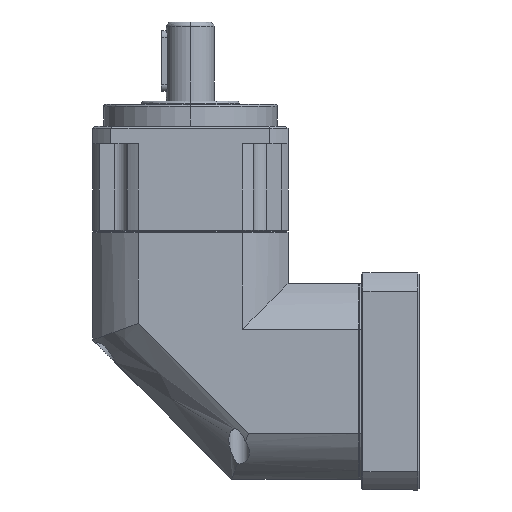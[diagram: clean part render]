
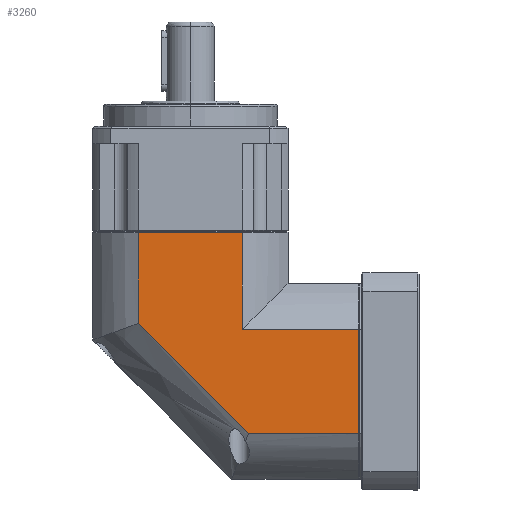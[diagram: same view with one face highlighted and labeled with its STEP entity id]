
A CAD part, left-side view. The second image highlights one B-rep face of the part: STEP entity #3260.
In plain terms, the highlighted face is planar.
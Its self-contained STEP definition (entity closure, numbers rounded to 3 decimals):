
#90 = EDGE_CURVE ( 'NONE', #1266, #4822, #2794, .T. ) ;
#464 = EDGE_CURVE ( 'NONE', #1058, #1952, #14511, .T. ) ;
#837 = CARTESIAN_POINT ( 'NONE',  ( 0.5, -69., 0. ) ) ;
#916 = DIRECTION ( 'NONE',  ( 0.707, -0.707, 0. ) ) ;
#1058 = VERTEX_POINT ( 'NONE', #4969 ) ;
#1266 = VERTEX_POINT ( 'NONE', #837 ) ;
#1500 = VECTOR ( 'NONE', #17454, 1000. ) ;
#1952 = VERTEX_POINT ( 'NONE', #4594 ) ;
#1979 = EDGE_LOOP ( 'NONE', ( #2635, #14048, #3358, #9321, #6610, #14152, #6947 ) ) ;
#2096 = CARTESIAN_POINT ( 'NONE',  ( 0.5, -21., 0. ) ) ;
#2129 = DIRECTION ( 'NONE',  ( 0., -1., 0. ) ) ;
#2392 = VERTEX_POINT ( 'NONE', #7308 ) ;
#2635 = ORIENTED_EDGE ( 'NONE', *, *, #5215, .F. ) ;
#2648 = DIRECTION ( 'NONE',  ( -1., 0., 0. ) ) ;
#2794 = LINE ( 'NONE', #18807, #17971 ) ;
#2974 = CARTESIAN_POINT ( 'NONE',  ( 67.728, -46.372, 0. ) ) ;
#3260 = ADVANCED_FACE ( 'NONE', ( #17440 ), #4074, .F. ) ;
#3358 = ORIENTED_EDGE ( 'NONE', *, *, #8630, .F. ) ;
#4074 = PLANE ( 'NONE',  #10143 ) ;
#4594 = CARTESIAN_POINT ( 'NONE',  ( 93.1, -71.743, 0. ) ) ;
#4599 = EDGE_CURVE ( 'NONE', #2392, #1952, #13379, .T. ) ;
#4822 = VERTEX_POINT ( 'NONE', #10361 ) ;
#4969 = CARTESIAN_POINT ( 'NONE',  ( 93.1, -122.5, 0. ) ) ;
#5118 = VECTOR ( 'NONE', #2129, 1000. ) ;
#5215 = EDGE_CURVE ( 'NONE', #4822, #16326, #17980, .T. ) ;
#5609 = EDGE_CURVE ( 'NONE', #2392, #18491, #16159, .T. ) ;
#6610 = ORIENTED_EDGE ( 'NONE', *, *, #4599, .T. ) ;
#6947 = ORIENTED_EDGE ( 'NONE', *, *, #15003, .F. ) ;
#7308 = CARTESIAN_POINT ( 'NONE',  ( 42.357, -21., 0. ) ) ;
#7892 = CARTESIAN_POINT ( 'NONE',  ( 0., -21., 0. ) ) ;
#8168 = VECTOR ( 'NONE', #2648, 1000. ) ;
#8630 = EDGE_CURVE ( 'NONE', #18491, #1266, #9155, .T. ) ;
#9155 = LINE ( 'NONE', #15681, #5118 ) ;
#9321 = ORIENTED_EDGE ( 'NONE', *, *, #5609, .F. ) ;
#9457 = VECTOR ( 'NONE', #916, 1000. ) ;
#10143 = AXIS2_PLACEMENT_3D ( 'NONE', #11732, #11336, #10836 ) ;
#10361 = CARTESIAN_POINT ( 'NONE',  ( 45.1, -69., 0. ) ) ;
#10836 = DIRECTION ( 'NONE',  ( 1., 0., 0. ) ) ;
#11336 = DIRECTION ( 'NONE',  ( 0., 0., 1. ) ) ;
#11732 = CARTESIAN_POINT ( 'NONE',  ( 57.05, -60.5, 0. ) ) ;
#12157 = CARTESIAN_POINT ( 'NONE',  ( 45.1, -119., 0. ) ) ;
#12408 = VECTOR ( 'NONE', #13804, 1000. ) ;
#13379 = LINE ( 'NONE', #2974, #9457 ) ;
#13747 = CARTESIAN_POINT ( 'NONE',  ( 93.1, -123., 0. ) ) ;
#13804 = DIRECTION ( 'NONE',  ( 0., 1., 0. ) ) ;
#14048 = ORIENTED_EDGE ( 'NONE', *, *, #90, .F. ) ;
#14054 = VECTOR ( 'NONE', #19318, 1000. ) ;
#14152 = ORIENTED_EDGE ( 'NONE', *, *, #464, .F. ) ;
#14468 = CARTESIAN_POINT ( 'NONE',  ( 63.075, -122.5, 0. ) ) ;
#14511 = LINE ( 'NONE', #13747, #12408 ) ;
#15003 = EDGE_CURVE ( 'NONE', #16326, #1058, #17481, .T. ) ;
#15611 = CARTESIAN_POINT ( 'NONE',  ( 45.1, -122.5, 0. ) ) ;
#15681 = CARTESIAN_POINT ( 'NONE',  ( 0.5, -30.25, 0. ) ) ;
#16159 = LINE ( 'NONE', #7892, #8168 ) ;
#16326 = VERTEX_POINT ( 'NONE', #15611 ) ;
#17440 = FACE_OUTER_BOUND ( 'NONE', #1979, .T. ) ;
#17454 = DIRECTION ( 'NONE',  ( 1., 0., 0. ) ) ;
#17481 = LINE ( 'NONE', #14468, #1500 ) ;
#17971 = VECTOR ( 'NONE', #18778, 1000. ) ;
#17980 = LINE ( 'NONE', #12157, #14054 ) ;
#18491 = VERTEX_POINT ( 'NONE', #2096 ) ;
#18778 = DIRECTION ( 'NONE',  ( 1., 0., 0. ) ) ;
#18807 = CARTESIAN_POINT ( 'NONE',  ( 0.5, -69., 0. ) ) ;
#19318 = DIRECTION ( 'NONE',  ( 0., -1., 0. ) ) ;
